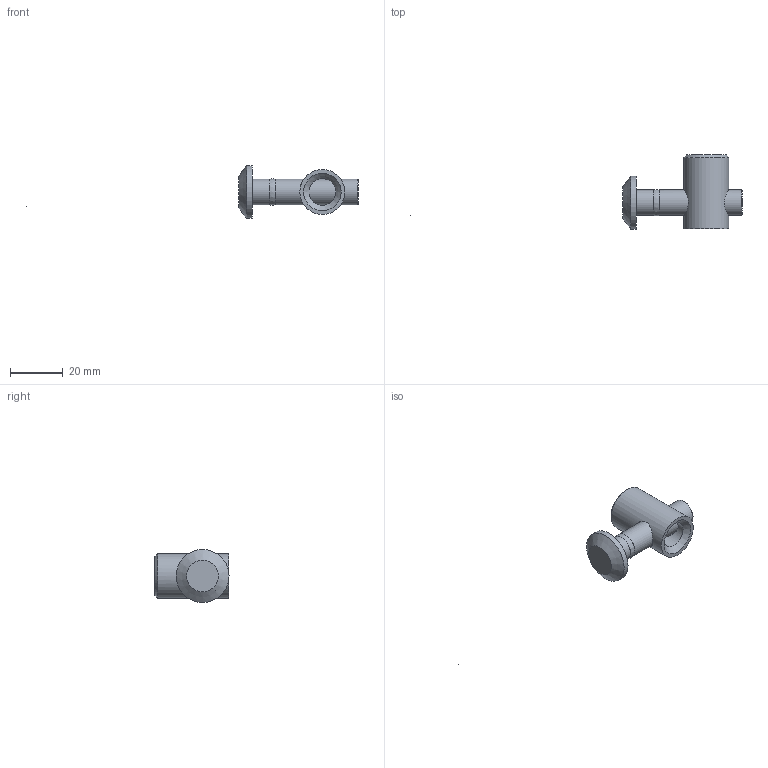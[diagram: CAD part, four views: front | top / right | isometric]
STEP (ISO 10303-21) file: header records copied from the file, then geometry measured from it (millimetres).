
FILE_DESCRIPTION(/* description */ (''),/* implementation_level */ '2;1');
FILE_NAME(/* name */ '',/* time_stamp */ '2023-01-26T00:14:56+03:00',/* author */ (''),/* organization */ (''),/* preprocessor_version */ 'ST-DEVELOPER v19.2',/* originating_system */ 'Autodesk Translation Framework v11.17.0.187',/* authorisation */ '');
FILE_SCHEMA (('AUTOMOTIVE_DESIGN { 1 0 10303 214 3 1 1 }'));
Length unit declared in the file: millimetre
Products named in the file (5): (Unsaved); БЫСТРЫЙ СОЕДИНИТЕЛЬ.
 ПАЗ 10 КРУГЛАЯ ШЛЯПКА.
STEP; _____.STEP; 2.STEP; ______.STEP
Assembly tree (4 placements, depth 3):
  (Unsaved)
    БЫСТРЫЙ СОЕДИНИТЕЛЬ.
 ПАЗ 10 КРУГЛАЯ ШЛЯПКА.
STEP
      _____.STEP
      2.STEP
      ______.STEP
Bounding box: 125.41 x 28 x 20 mm (x, y, z)
Volume: 8288 mm3; surface area: 5514.7 mm2
Topology: 5 solids, 5 shells, 49 faces, 107 edges, 71 vertices
Faces by surface type: plane 30, cylinder 10, cone 6, torus 2, bspline 1
Full cylindrical faces by diameter (mm): 8.7 x2, 9.7 x2, 10.2 x2, 10.3 x1, 12 x1, 17 x1, 20 x1
Entity records: 2074 total; most frequent: CARTESIAN_POINT 875, DIRECTION 223, ORIENTED_EDGE 214, EDGE_CURVE 107, AXIS2_PLACEMENT_3D 88, VERTEX_POINT 71, EDGE_LOOP 60, FACE_OUTER_BOUND 49
